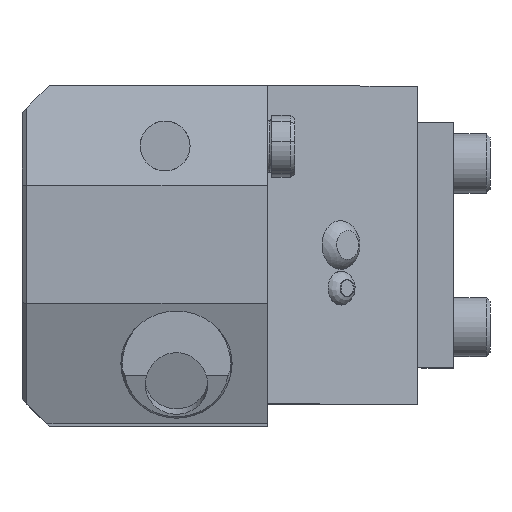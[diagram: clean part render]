
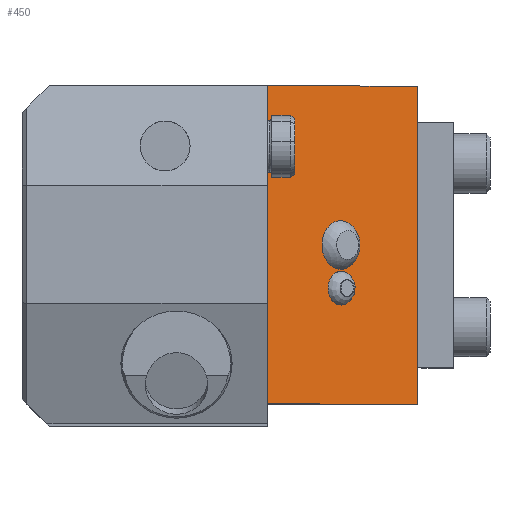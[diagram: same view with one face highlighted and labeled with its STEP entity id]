
A CAD part, top view. The second image highlights one B-rep face of the part: STEP entity #450.
In plain terms, the highlighted planar face has unit normal (0.643, 0, 0.766).
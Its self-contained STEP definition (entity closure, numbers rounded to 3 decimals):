
#450=ADVANCED_FACE('',(#918,#919,#920),#674,.F.);
#674=PLANE('',#4023);
#825=CIRCLE('',#4021,3.629);
#826=CIRCLE('',#4022,5.358);
#918=FACE_BOUND('',#996,.T.);
#919=FACE_BOUND('',#997,.T.);
#920=FACE_BOUND('',#998,.T.);
#996=EDGE_LOOP('',(#1272,#1273,#1274,#1275));
#997=EDGE_LOOP('',(#1276));
#998=EDGE_LOOP('',(#1277));
#1272=ORIENTED_EDGE('',*,*,#2784,.F.);
#1273=ORIENTED_EDGE('',*,*,#2778,.F.);
#1274=ORIENTED_EDGE('',*,*,#2785,.F.);
#1275=ORIENTED_EDGE('',*,*,#2786,.T.);
#1276=ORIENTED_EDGE('',*,*,#2787,.T.);
#1277=ORIENTED_EDGE('',*,*,#2788,.F.);
#2400=VERTEX_POINT('',#5581);
#2401=VERTEX_POINT('',#5583);
#2406=VERTEX_POINT('',#5595);
#2407=VERTEX_POINT('',#5597);
#2408=VERTEX_POINT('',#5600);
#2409=VERTEX_POINT('',#5602);
#2778=EDGE_CURVE('',#2400,#2401,#3345,.T.);
#2784=EDGE_CURVE('',#2401,#2406,#3349,.T.);
#2785=EDGE_CURVE('',#2407,#2400,#3350,.T.);
#2786=EDGE_CURVE('',#2407,#2406,#3351,.T.);
#2787=EDGE_CURVE('',#2408,#2408,#825,.T.);
#2788=EDGE_CURVE('',#2409,#2409,#826,.T.);
#3345=LINE('',#5582,#3684);
#3349=LINE('',#5594,#3688);
#3350=LINE('',#5596,#3689);
#3351=LINE('',#5598,#3690);
#3684=VECTOR('',#4429,1.);
#3688=VECTOR('',#4439,1.);
#3689=VECTOR('',#4440,1.);
#3690=VECTOR('',#4441,1.);
#4021=AXIS2_PLACEMENT_3D('',#5599,#4442,#4443);
#4022=AXIS2_PLACEMENT_3D('',#5601,#4444,#4445);
#4023=AXIS2_PLACEMENT_3D('',#5603,#4446,#4447);
#4429=DIRECTION('',(0.,1.,0.));
#4439=DIRECTION('',(0.766,0.,-0.643));
#4440=DIRECTION('',(-0.766,0.,0.643));
#4441=DIRECTION('',(0.,1.,0.));
#4442=DIRECTION('',(-0.643,0.,-0.766));
#4443=DIRECTION('',(0.663,-0.5,-0.557));
#4444=DIRECTION('',(0.643,0.,0.766));
#4445=DIRECTION('',(0.677,0.468,-0.568));
#4446=DIRECTION('',(-0.643,0.,-0.766));
#4447=DIRECTION('',(-0.766,0.,0.643));
#5581=CARTESIAN_POINT('',(2.,-35.,53.69));
#5582=CARTESIAN_POINT('',(2.,-70.,53.69));
#5583=CARTESIAN_POINT('',(2.,35.,53.69));
#5594=CARTESIAN_POINT('',(35.,35.,26.));
#5595=CARTESIAN_POINT('',(35.,35.,26.));
#5596=CARTESIAN_POINT('',(35.,-35.,26.));
#5597=CARTESIAN_POINT('',(35.,-35.,26.));
#5598=CARTESIAN_POINT('',(35.,-70.,26.));
#5599=CARTESIAN_POINT('',(18.147,-9.5,40.141));
#5600=CARTESIAN_POINT('',(20.555,-11.315,38.121));
#5601=CARTESIAN_POINT('',(18.147,0.,40.141));
#5602=CARTESIAN_POINT('',(21.774,2.508,37.098));
#5603=CARTESIAN_POINT('',(35.,-70.,26.));
